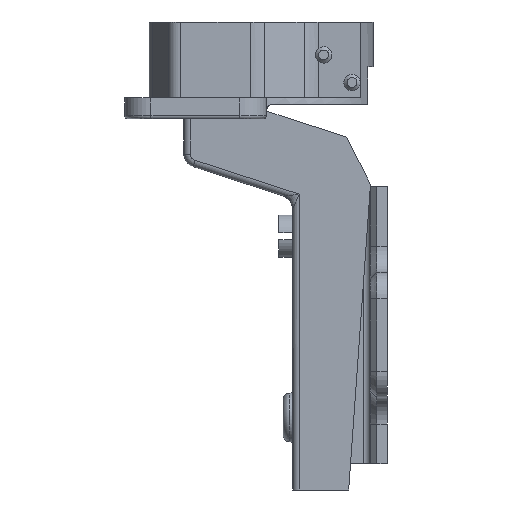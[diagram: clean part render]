
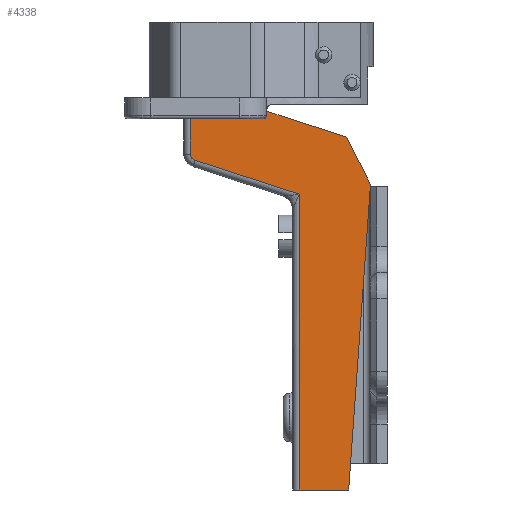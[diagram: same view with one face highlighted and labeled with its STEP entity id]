
A CAD part, left-side view. The second image highlights one B-rep face of the part: STEP entity #4338.
In plain terms, the highlighted planar face has unit normal (-1, 0, 0).
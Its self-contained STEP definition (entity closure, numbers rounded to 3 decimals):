
#459 = DIRECTION ( 'NONE',  ( 0., 0., -1. ) ) ;
#680 = EDGE_CURVE ( 'NONE', #7490, #13508, #8727, .T. ) ;
#684 = LINE ( 'NONE', #11809, #3470 ) ;
#835 = LINE ( 'NONE', #5626, #4195 ) ;
#868 = ORIENTED_EDGE ( 'NONE', *, *, #1754, .T. ) ;
#905 = AXIS2_PLACEMENT_3D ( 'NONE', #4054, #7213, #11792 ) ;
#954 = VECTOR ( 'NONE', #5547, 1000. ) ;
#1019 = CARTESIAN_POINT ( 'NONE',  ( -8.25, -8.5, 0. ) ) ;
#1025 = VERTEX_POINT ( 'NONE', #1019 ) ;
#1054 = CARTESIAN_POINT ( 'NONE',  ( -8.25, -1., 44.865 ) ) ;
#1111 = VECTOR ( 'NONE', #5224, 1000. ) ;
#1162 = CARTESIAN_POINT ( 'NONE',  ( -8.25, -8.168, 53.534 ) ) ;
#1205 = ORIENTED_EDGE ( 'NONE', *, *, #12767, .F. ) ;
#1254 = EDGE_CURVE ( 'NONE', #5805, #8574, #1305, .T. ) ;
#1305 = LINE ( 'NONE', #1162, #12723 ) ;
#1380 = DIRECTION ( 'NONE',  ( 0., 0., -1. ) ) ;
#1486 = CARTESIAN_POINT ( 'NONE',  ( -8.25, 12.6, 63.9 ) ) ;
#1754 = EDGE_CURVE ( 'NONE', #13746, #11435, #11717, .T. ) ;
#1784 = ORIENTED_EDGE ( 'NONE', *, *, #13901, .F. ) ;
#2019 = EDGE_CURVE ( 'NONE', #12899, #12491, #9652, .T. ) ;
#2206 = CARTESIAN_POINT ( 'NONE',  ( -8.25, 17.581, 50.903 ) ) ;
#2271 = DIRECTION ( 'NONE',  ( 1., 0., 0. ) ) ;
#2605 = VECTOR ( 'NONE', #8492, 1000. ) ;
#3114 = CARTESIAN_POINT ( 'NONE',  ( -8.25, 6.5, 65. ) ) ;
#3177 = DIRECTION ( 'NONE',  ( 0., 0., -1. ) ) ;
#3470 = VECTOR ( 'NONE', #5182, 1000. ) ;
#3510 = CARTESIAN_POINT ( 'NONE',  ( -8.25, 15., 60. ) ) ;
#3802 = EDGE_LOOP ( 'NONE', ( #868, #3890 ) ) ;
#3890 = ORIENTED_EDGE ( 'NONE', *, *, #4177, .T. ) ;
#3930 = EDGE_CURVE ( 'NONE', #7490, #13538, #14063, .T. ) ;
#3974 = CIRCLE ( 'NONE', #905, 2. ) ;
#4011 = DIRECTION ( 'NONE',  ( 0., 0., -1. ) ) ;
#4054 = CARTESIAN_POINT ( 'NONE',  ( -8.25, 13., 65. ) ) ;
#4177 = EDGE_CURVE ( 'NONE', #11435, #13746, #4893, .T. ) ;
#4195 = VECTOR ( 'NONE', #3177, 1000. ) ;
#4338 = ADVANCED_FACE ( 'NONE', ( #7005, #12377 ), #8043, .F. ) ;
#4366 = LINE ( 'NONE', #8868, #954 ) ;
#4428 = CARTESIAN_POINT ( 'NONE',  ( -8.25, 13., 65. ) ) ;
#4458 = CIRCLE ( 'NONE', #10351, 2. ) ;
#4596 = ORIENTED_EDGE ( 'NONE', *, *, #8905, .T. ) ;
#4824 = ORIENTED_EDGE ( 'NONE', *, *, #3930, .F. ) ;
#4886 = LINE ( 'NONE', #9620, #7444 ) ;
#4893 = CIRCLE ( 'NONE', #14300, 1.25 ) ;
#5182 = DIRECTION ( 'NONE',  ( 0., 1., 0. ) ) ;
#5224 = DIRECTION ( 'NONE',  ( 0., 0., 1. ) ) ;
#5310 = DIRECTION ( 'NONE',  ( 0., 0.071, -0.997 ) ) ;
#5378 = DIRECTION ( 'NONE',  ( 1., 0., 0. ) ) ;
#5524 = EDGE_CURVE ( 'NONE', #8574, #1025, #12291, .T. ) ;
#5547 = DIRECTION ( 'NONE',  ( 0., -0.951, -0.309 ) ) ;
#5626 = CARTESIAN_POINT ( 'NONE',  ( -8.25, 15.5, 65. ) ) ;
#5805 = VERTEX_POINT ( 'NONE', #10749 ) ;
#6022 = CARTESIAN_POINT ( 'NONE',  ( -8.25, 8.5, 65. ) ) ;
#6106 = CARTESIAN_POINT ( 'NONE',  ( -8.25, 12.6, 65.15 ) ) ;
#6371 = ORIENTED_EDGE ( 'NONE', *, *, #12579, .F. ) ;
#6373 = CARTESIAN_POINT ( 'NONE',  ( -8.25, 8.5, 67. ) ) ;
#6454 = ORIENTED_EDGE ( 'NONE', *, *, #11524, .F. ) ;
#6467 = VECTOR ( 'NONE', #6706, 1000. ) ;
#6478 = CARTESIAN_POINT ( 'NONE',  ( -8.25, -11.8, 46.406 ) ) ;
#6706 = DIRECTION ( 'NONE',  ( 0., -0.951, -0.309 ) ) ;
#6800 = CARTESIAN_POINT ( 'NONE',  ( -8.25, 14.5, 50.953 ) ) ;
#7005 = FACE_BOUND ( 'NONE', #3802, .T. ) ;
#7124 = ORIENTED_EDGE ( 'NONE', *, *, #2019, .F. ) ;
#7213 = DIRECTION ( 'NONE',  ( 1., 0., 0. ) ) ;
#7268 = CARTESIAN_POINT ( 'NONE',  ( -8.25, 14.809, 50.002 ) ) ;
#7269 = ORIENTED_EDGE ( 'NONE', *, *, #14572, .F. ) ;
#7306 = LINE ( 'NONE', #11801, #2605 ) ;
#7319 = CARTESIAN_POINT ( 'NONE',  ( -8.25, 13., 67. ) ) ;
#7444 = VECTOR ( 'NONE', #4011, 1000. ) ;
#7490 = VERTEX_POINT ( 'NONE', #7268 ) ;
#7723 = AXIS2_PLACEMENT_3D ( 'NONE', #11040, #5378, #7870 ) ;
#7752 = DIRECTION ( 'NONE',  ( 0., 0., -1. ) ) ;
#7870 = DIRECTION ( 'NONE',  ( 0., 0., -1. ) ) ;
#7903 = DIRECTION ( 'NONE',  ( 0., 0., -1. ) ) ;
#7923 = EDGE_LOOP ( 'NONE', ( #4824, #14521, #4596, #10093, #12339, #8855, #12884, #6371, #6454, #1784, #7269, #7124, #1205, #12665 ) ) ;
#7980 = VECTOR ( 'NONE', #12316, 1000. ) ;
#8043 = PLANE ( 'NONE',  #10537 ) ;
#8492 = DIRECTION ( 'NONE',  ( 0., -1., 0. ) ) ;
#8574 = VERTEX_POINT ( 'NONE', #11910 ) ;
#8727 = LINE ( 'NONE', #2206, #6467 ) ;
#8855 = ORIENTED_EDGE ( 'NONE', *, *, #1254, .F. ) ;
#8868 = CARTESIAN_POINT ( 'NONE',  ( -8.25, 6.5, 58.3 ) ) ;
#8905 = EDGE_CURVE ( 'NONE', #13508, #13114, #4886, .T. ) ;
#9061 = VECTOR ( 'NONE', #5310, 1000. ) ;
#9106 = VERTEX_POINT ( 'NONE', #6373 ) ;
#9426 = VERTEX_POINT ( 'NONE', #7319 ) ;
#9461 = CARTESIAN_POINT ( 'NONE',  ( -8.25, -1., 0. ) ) ;
#9620 = CARTESIAN_POINT ( 'NONE',  ( -8.25, -1., 65. ) ) ;
#9652 = LINE ( 'NONE', #11920, #1111 ) ;
#9688 = CARTESIAN_POINT ( 'NONE',  ( -8.25, 15., 65. ) ) ;
#9905 = CARTESIAN_POINT ( 'NONE',  ( -8.25, 13., 67. ) ) ;
#10093 = ORIENTED_EDGE ( 'NONE', *, *, #14279, .F. ) ;
#10114 = VERTEX_POINT ( 'NONE', #14417 ) ;
#10351 = AXIS2_PLACEMENT_3D ( 'NONE', #6022, #10519, #1380 ) ;
#10484 = DIRECTION ( 'NONE',  ( 1., 0., 0. ) ) ;
#10519 = DIRECTION ( 'NONE',  ( 1., 0., 0. ) ) ;
#10537 = AXIS2_PLACEMENT_3D ( 'NONE', #4428, #2271, #12602 ) ;
#10749 = CARTESIAN_POINT ( 'NONE',  ( -8.25, -8.168, 53.534 ) ) ;
#10932 = EDGE_CURVE ( 'NONE', #10114, #13538, #835, .T. ) ;
#11040 = CARTESIAN_POINT ( 'NONE',  ( -8.25, 12.6, 63.9 ) ) ;
#11125 = CARTESIAN_POINT ( 'NONE',  ( -8.25, 6.5, 65. ) ) ;
#11435 = VERTEX_POINT ( 'NONE', #6106 ) ;
#11514 = DIRECTION ( 'NONE',  ( 1., 0., 0. ) ) ;
#11524 = EDGE_CURVE ( 'NONE', #9106, #12206, #4458, .T. ) ;
#11616 = VERTEX_POINT ( 'NONE', #12961 ) ;
#11717 = CIRCLE ( 'NONE', #7723, 1.25 ) ;
#11792 = DIRECTION ( 'NONE',  ( 0., 0., -1. ) ) ;
#11801 = CARTESIAN_POINT ( 'NONE',  ( -8.25, 16.5, 60. ) ) ;
#11809 = CARTESIAN_POINT ( 'NONE',  ( -8.25, -8.5, 0. ) ) ;
#11910 = CARTESIAN_POINT ( 'NONE',  ( -8.25, -11.8, 46.406 ) ) ;
#11920 = CARTESIAN_POINT ( 'NONE',  ( -8.25, 15., 60. ) ) ;
#12035 = VECTOR ( 'NONE', #7752, 1000. ) ;
#12169 = EDGE_CURVE ( 'NONE', #11616, #5805, #4366, .T. ) ;
#12206 = VERTEX_POINT ( 'NONE', #3114 ) ;
#12223 = DIRECTION ( 'NONE',  ( 0., -0.454, -0.891 ) ) ;
#12291 = LINE ( 'NONE', #6478, #9061 ) ;
#12316 = DIRECTION ( 'NONE',  ( 0., -1., 0. ) ) ;
#12339 = ORIENTED_EDGE ( 'NONE', *, *, #5524, .F. ) ;
#12377 = FACE_OUTER_BOUND ( 'NONE', #7923, .T. ) ;
#12491 = VERTEX_POINT ( 'NONE', #9688 ) ;
#12579 = EDGE_CURVE ( 'NONE', #12206, #11616, #14583, .T. ) ;
#12602 = DIRECTION ( 'NONE',  ( 0., 0., -1. ) ) ;
#12665 = ORIENTED_EDGE ( 'NONE', *, *, #10932, .T. ) ;
#12723 = VECTOR ( 'NONE', #12223, 1000. ) ;
#12767 = EDGE_CURVE ( 'NONE', #10114, #12899, #7306, .T. ) ;
#12884 = ORIENTED_EDGE ( 'NONE', *, *, #12169, .F. ) ;
#12890 = AXIS2_PLACEMENT_3D ( 'NONE', #6800, #11514, #7903 ) ;
#12899 = VERTEX_POINT ( 'NONE', #3510 ) ;
#12961 = CARTESIAN_POINT ( 'NONE',  ( -8.25, 6.5, 58.3 ) ) ;
#13114 = VERTEX_POINT ( 'NONE', #9461 ) ;
#13441 = CARTESIAN_POINT ( 'NONE',  ( -8.25, 15.5, 50.953 ) ) ;
#13508 = VERTEX_POINT ( 'NONE', #1054 ) ;
#13538 = VERTEX_POINT ( 'NONE', #13441 ) ;
#13551 = LINE ( 'NONE', #9905, #7980 ) ;
#13746 = VERTEX_POINT ( 'NONE', #14107 ) ;
#13901 = EDGE_CURVE ( 'NONE', #9426, #9106, #13551, .T. ) ;
#14063 = CIRCLE ( 'NONE', #12890, 1. ) ;
#14107 = CARTESIAN_POINT ( 'NONE',  ( -8.25, 12.6, 62.65 ) ) ;
#14279 = EDGE_CURVE ( 'NONE', #1025, #13114, #684, .T. ) ;
#14300 = AXIS2_PLACEMENT_3D ( 'NONE', #1486, #10484, #459 ) ;
#14417 = CARTESIAN_POINT ( 'NONE',  ( -8.25, 15.5, 60. ) ) ;
#14521 = ORIENTED_EDGE ( 'NONE', *, *, #680, .T. ) ;
#14572 = EDGE_CURVE ( 'NONE', #12491, #9426, #3974, .T. ) ;
#14583 = LINE ( 'NONE', #11125, #12035 ) ;
